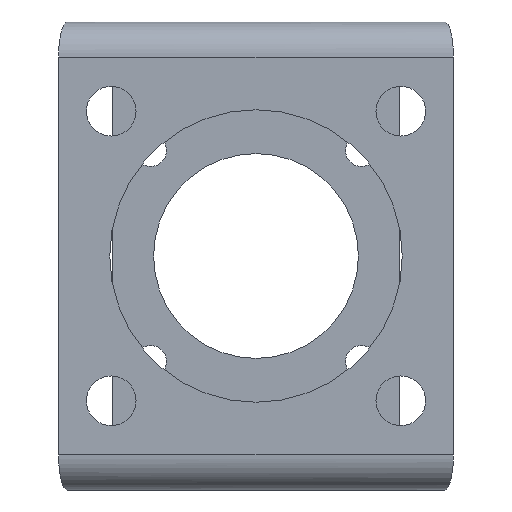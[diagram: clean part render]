
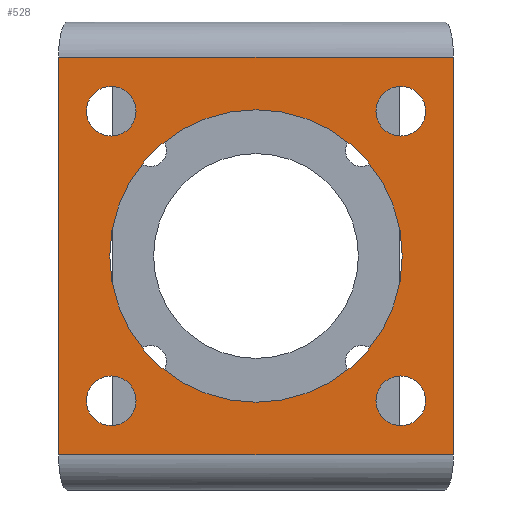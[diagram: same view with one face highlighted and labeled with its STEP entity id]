
A CAD part, front view. The second image highlights one B-rep face of the part: STEP entity #528.
In plain terms, the highlighted planar face has unit normal (0, -1, 0).
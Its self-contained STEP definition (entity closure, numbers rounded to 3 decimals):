
#25=CIRCLE('',#579,8.5);
#26=CIRCLE('',#580,8.5);
#27=CIRCLE('',#581,8.5);
#28=CIRCLE('',#582,8.5);
#29=CIRCLE('',#583,50.);
#42=PLANE('',#578);
#87=ORIENTED_EDGE('',*,*,#220,.T.);
#88=ORIENTED_EDGE('',*,*,#221,.T.);
#89=ORIENTED_EDGE('',*,*,#222,.T.);
#90=ORIENTED_EDGE('',*,*,#223,.T.);
#91=ORIENTED_EDGE('',*,*,#224,.F.);
#92=ORIENTED_EDGE('',*,*,#225,.T.);
#93=ORIENTED_EDGE('',*,*,#226,.F.);
#94=ORIENTED_EDGE('',*,*,#227,.F.);
#95=ORIENTED_EDGE('',*,*,#228,.T.);
#220=EDGE_CURVE('',#285,#285,#25,.T.);
#221=EDGE_CURVE('',#286,#286,#26,.T.);
#222=EDGE_CURVE('',#287,#287,#27,.T.);
#223=EDGE_CURVE('',#288,#288,#28,.T.);
#224=EDGE_CURVE('',#289,#289,#29,.T.);
#225=EDGE_CURVE('',#290,#291,#331,.T.);
#226=EDGE_CURVE('',#292,#291,#332,.T.);
#227=EDGE_CURVE('',#293,#292,#333,.T.);
#228=EDGE_CURVE('',#293,#290,#334,.T.);
#285=VERTEX_POINT('',#831);
#286=VERTEX_POINT('',#833);
#287=VERTEX_POINT('',#835);
#288=VERTEX_POINT('',#837);
#289=VERTEX_POINT('',#839);
#290=VERTEX_POINT('',#841);
#291=VERTEX_POINT('',#842);
#292=VERTEX_POINT('',#844);
#293=VERTEX_POINT('',#846);
#331=LINE('',#840,#363);
#332=LINE('',#843,#364);
#333=LINE('',#845,#365);
#334=LINE('',#847,#366);
#363=VECTOR('',#678,1000.);
#364=VECTOR('',#679,1000.);
#365=VECTOR('',#680,1000.);
#366=VECTOR('',#681,1000.);
#395=EDGE_LOOP('',(#87));
#396=EDGE_LOOP('',(#88));
#397=EDGE_LOOP('',(#89));
#398=EDGE_LOOP('',(#90));
#399=EDGE_LOOP('',(#91));
#400=EDGE_LOOP('',(#92,#93,#94,#95));
#455=FACE_BOUND('',#395,.T.);
#456=FACE_BOUND('',#396,.T.);
#457=FACE_BOUND('',#397,.T.);
#458=FACE_BOUND('',#398,.T.);
#459=FACE_BOUND('',#399,.T.);
#460=FACE_BOUND('',#400,.T.);
#528=ADVANCED_FACE('',(#455,#456,#457,#458,#459,#460),#42,.F.);
#578=AXIS2_PLACEMENT_3D('',#829,#666,#667);
#579=AXIS2_PLACEMENT_3D('',#830,#668,#669);
#580=AXIS2_PLACEMENT_3D('',#832,#670,#671);
#581=AXIS2_PLACEMENT_3D('',#834,#672,#673);
#582=AXIS2_PLACEMENT_3D('',#836,#674,#675);
#583=AXIS2_PLACEMENT_3D('',#838,#676,#677);
#666=DIRECTION('',(0.,1.,0.));
#667=DIRECTION('',(0.,0.,1.));
#668=DIRECTION('',(0.,1.,0.));
#669=DIRECTION('',(1.,0.,0.));
#670=DIRECTION('',(0.,1.,0.));
#671=DIRECTION('',(1.,0.,0.));
#672=DIRECTION('',(0.,1.,0.));
#673=DIRECTION('',(1.,0.,0.));
#674=DIRECTION('',(0.,1.,0.));
#675=DIRECTION('',(1.,0.,0.));
#676=DIRECTION('',(0.,-1.,0.));
#677=DIRECTION('',(0.,0.,-1.));
#678=DIRECTION('',(0.,0.,-1.));
#679=DIRECTION('',(-1.,0.,0.));
#680=DIRECTION('',(0.,0.,-1.));
#681=DIRECTION('',(-1.,0.,0.));
#829=CARTESIAN_POINT('',(67.5,0.,68.));
#830=CARTESIAN_POINT('',(-49.497,0.,-49.497));
#831=CARTESIAN_POINT('',(-40.997,0.,-49.497));
#832=CARTESIAN_POINT('',(-49.497,0.,49.497));
#833=CARTESIAN_POINT('',(-40.997,0.,49.497));
#834=CARTESIAN_POINT('',(49.497,0.,49.497));
#835=CARTESIAN_POINT('',(57.997,0.,49.497));
#836=CARTESIAN_POINT('',(49.497,0.,-49.497));
#837=CARTESIAN_POINT('',(57.997,0.,-49.497));
#838=CARTESIAN_POINT('',(0.,0.,0.));
#839=CARTESIAN_POINT('',(0.,0.,-50.));
#840=CARTESIAN_POINT('',(-67.5,0.,68.));
#841=CARTESIAN_POINT('',(-67.5,0.,68.));
#842=CARTESIAN_POINT('',(-67.5,0.,-68.));
#843=CARTESIAN_POINT('',(67.5,0.,-68.));
#844=CARTESIAN_POINT('',(67.5,0.,-68.));
#845=CARTESIAN_POINT('',(67.5,0.,68.));
#846=CARTESIAN_POINT('',(67.5,0.,68.));
#847=CARTESIAN_POINT('',(67.5,0.,68.));
